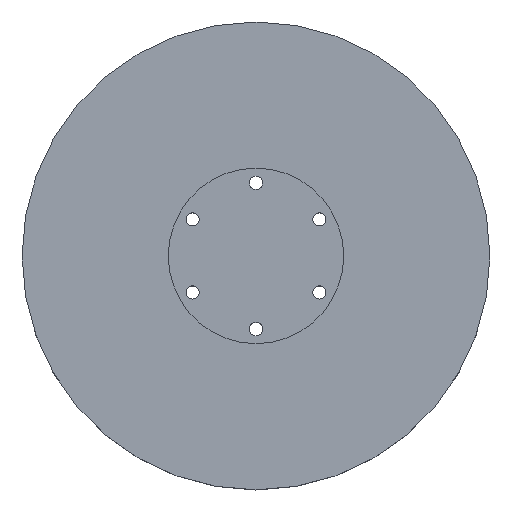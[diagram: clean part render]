
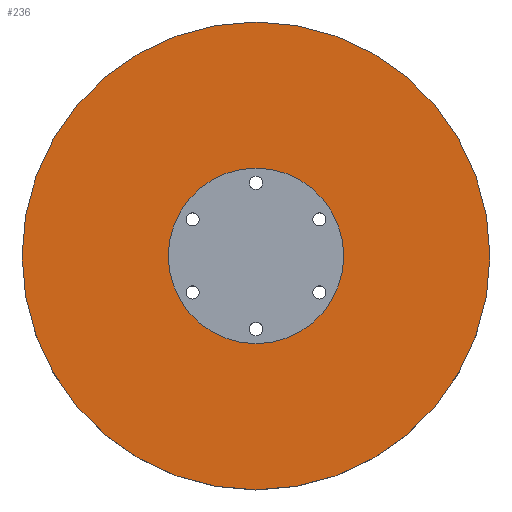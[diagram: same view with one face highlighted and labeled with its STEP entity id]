
A CAD part, top view. The second image highlights one B-rep face of the part: STEP entity #236.
In plain terms, the highlighted planar face has unit normal (0, 0, 1).
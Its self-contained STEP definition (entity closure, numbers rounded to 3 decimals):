
#14 = CARTESIAN_POINT ( 'NONE',  ( 0., 0., 25.4 ) ) ;
#111 = FACE_BOUND ( 'NONE', #576, .T. ) ;
#193 = DIRECTION ( 'NONE',  ( 0., 0., -1. ) ) ;
#196 = DIRECTION ( 'NONE',  ( 0., 0., -1. ) ) ;
#236 = ADVANCED_FACE ( 'NONE', ( #111, #855 ), #356, .T. ) ;
#240 = CIRCLE ( 'NONE', #321, 76. ) ;
#242 = EDGE_CURVE ( 'NONE', #693, #945, #240, .T. ) ;
#259 = EDGE_CURVE ( 'NONE', #1022, #556, #935, .T. ) ;
#270 = CARTESIAN_POINT ( 'NONE',  ( 0., 0., 25.4 ) ) ;
#273 = AXIS2_PLACEMENT_3D ( 'NONE', #14, #196, #996 ) ;
#321 = AXIS2_PLACEMENT_3D ( 'NONE', #861, #338, #373 ) ;
#325 = DIRECTION ( 'NONE',  ( 0., 0., -1. ) ) ;
#338 = DIRECTION ( 'NONE',  ( 0., 0., -1. ) ) ;
#356 = PLANE ( 'NONE',  #714 ) ;
#373 = DIRECTION ( 'NONE',  ( 1., 0., 0. ) ) ;
#411 = CARTESIAN_POINT ( 'NONE',  ( -76., 0., 25.4 ) ) ;
#449 = CARTESIAN_POINT ( 'NONE',  ( 0., 0., 25.4 ) ) ;
#471 = EDGE_CURVE ( 'NONE', #556, #1022, #815, .T. ) ;
#526 = ORIENTED_EDGE ( 'NONE', *, *, #242, .F. ) ;
#536 = CARTESIAN_POINT ( 'NONE',  ( -28.5, 0., 25.4 ) ) ;
#542 = ORIENTED_EDGE ( 'NONE', *, *, #471, .T. ) ;
#556 = VERTEX_POINT ( 'NONE', #536 ) ;
#564 = ORIENTED_EDGE ( 'NONE', *, *, #259, .T. ) ;
#576 = EDGE_LOOP ( 'NONE', ( #542, #564 ) ) ;
#595 = DIRECTION ( 'NONE',  ( 0., 0., 1. ) ) ;
#605 = CARTESIAN_POINT ( 'NONE',  ( 0., 0., 25.4 ) ) ;
#660 = CARTESIAN_POINT ( 'NONE',  ( 76., 0., 25.4 ) ) ;
#693 = VERTEX_POINT ( 'NONE', #411 ) ;
#707 = CIRCLE ( 'NONE', #273, 76. ) ;
#714 = AXIS2_PLACEMENT_3D ( 'NONE', #605, #595, #1018 ) ;
#801 = AXIS2_PLACEMENT_3D ( 'NONE', #449, #193, #847 ) ;
#815 = CIRCLE ( 'NONE', #955, 28.5 ) ;
#820 = EDGE_CURVE ( 'NONE', #945, #693, #707, .T. ) ;
#847 = DIRECTION ( 'NONE',  ( -1., 0., 0. ) ) ;
#855 = FACE_OUTER_BOUND ( 'NONE', #1053, .T. ) ;
#861 = CARTESIAN_POINT ( 'NONE',  ( 0., 0., 25.4 ) ) ;
#925 = DIRECTION ( 'NONE',  ( -1., 0., 0. ) ) ;
#935 = CIRCLE ( 'NONE', #801, 28.5 ) ;
#945 = VERTEX_POINT ( 'NONE', #660 ) ;
#955 = AXIS2_PLACEMENT_3D ( 'NONE', #270, #325, #925 ) ;
#996 = DIRECTION ( 'NONE',  ( 1., 0., 0. ) ) ;
#1003 = CARTESIAN_POINT ( 'NONE',  ( 28.5, 0., 25.4 ) ) ;
#1018 = DIRECTION ( 'NONE',  ( 1., 0., 0. ) ) ;
#1022 = VERTEX_POINT ( 'NONE', #1003 ) ;
#1023 = ORIENTED_EDGE ( 'NONE', *, *, #820, .F. ) ;
#1053 = EDGE_LOOP ( 'NONE', ( #1023, #526 ) ) ;
